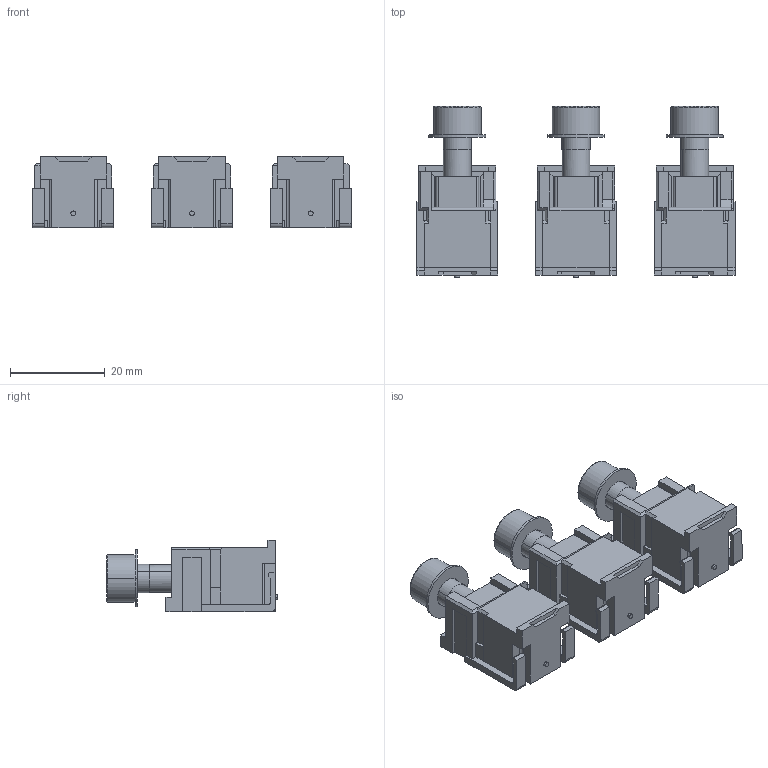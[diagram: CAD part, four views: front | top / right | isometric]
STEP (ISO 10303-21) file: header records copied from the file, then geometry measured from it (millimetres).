
FILE_DESCRIPTION((''),'2;1');
FILE_NAME('1SDH001295R0806_IGES','2023-01-31T14:40:55',('ITMADEL7'),(''),'CREO PARAMETRIC BY PTC INC, 2019030','CREO PARAMETRIC BY PTC INC, 2019030','');
FILE_SCHEMA(('AUTOMOTIVE_DESIGN { 1 0 10303 214 1 1 1 1 }'));
Length unit declared in the file: millimetre
Products named in the file (1): 1SDH001295R0806_IGES
Bounding box: 67 x 36 x 15 mm (x, y, z)
Volume: 12240.7 mm3; surface area: 12838.6 mm2
Topology: 3 solids, 9 shells, 642 faces, 1725 edges, 1113 vertices
Faces by surface type: plane 432, cylinder 171, cone 27, torus 12
Entity records: 26087 total; most frequent: CARTESIAN_POINT 4634, ORIENTED_EDGE 3438, DIRECTION 3311, EDGE_CURVE 1725, VECTOR 1305, LINE 1305, VERTEX_POINT 1113, AXIS2_PLACEMENT_3D 1003
